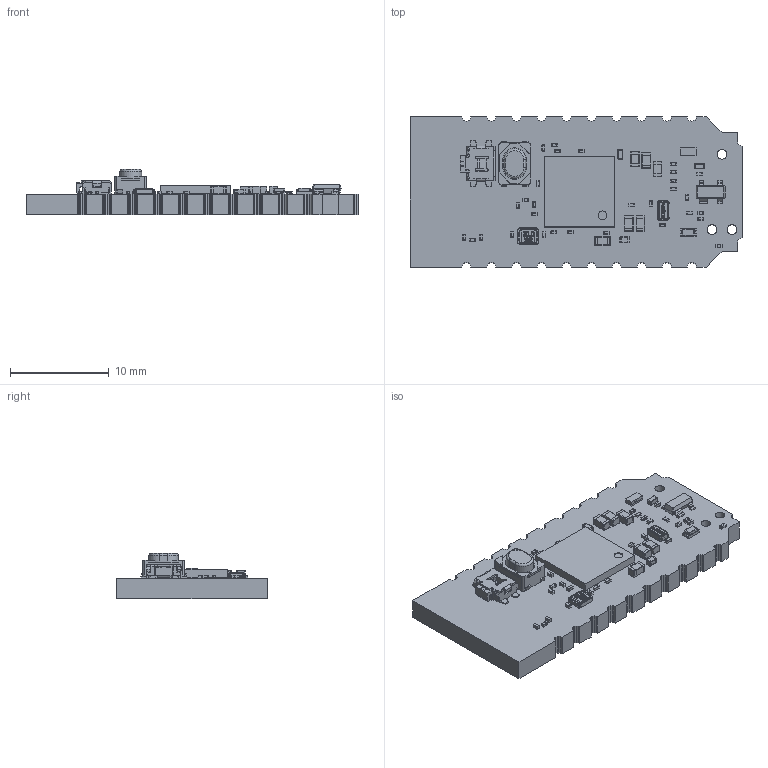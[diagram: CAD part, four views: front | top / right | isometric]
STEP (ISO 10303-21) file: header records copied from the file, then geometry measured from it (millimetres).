
FILE_DESCRIPTION(/* description */ (''),/* implementation_level */ '2;1');
FILE_NAME(/* name */ 'nrf_dongle_cutted.step',/* time_stamp */ '2021-02-23T21:10:28+01:00',/* author */ (''),/* organization */ (''),/* preprocessor_version */ 'ST-DEVELOPER v18.1',/* originating_system */ 'Autodesk Translation Framework v9.7.1.1290',/* authorisation */ '');
FILE_SCHEMA (('AUTOMOTIVE_DESIGN { 1 0 10303 214 3 1 1 }'));
Products named in the file (87): 400250; Board; Open CASCADE STEP translator 6.8 1.1.1; Open CASCADE STEP translator 6.8 1.1.1.1; R7; R5; SW2; User_Library-EVQP7-JA-01P; SW1; Y97LT25BADBFP_-PTS810_SJ_250_SMTR; U1; 6332172624; Open_CASCADE_STEP_translator_6.8_9.1; Body; Open_CASCADE_STEP_translator_6.8_9.2.1; pinShape; C16; R6; R4; LD2; 6405961616; Extruded; 6405961296; Extruded (1); 6405960976; Extruded (2); 6405960576; Extruded (3); 6405960256; Extruded (4); C21; C23; C24; C22; D1; User_Library-sot143; FB1; FB2; LD1; User_Library-led_0603_green ...
Assembly tree (301 placements, depth 5):
  400250
    Board
      Open CASCADE STEP translator 6.8 1.1.1
        Open CASCADE STEP translator 6.8 1.1.1.1
    R7
      User_Library-res0201-1
    R5
      User_Library-res0201-1
    SW2
      User_Library-EVQP7-JA-01P
    SW1
      Y97LT25BADBFP_-PTS810_SJ_250_SMTR
    U1
      6332172624
        Open_CASCADE_STEP_translator_6.8_9.1
        Body
          Open_CASCADE_STEP_translator_6.8_9.2.1
        pinShape  x184
    C16
      User_Library-0201(0603M)_Cap
    R6
      User_Library-res0201-1
    R4
      User_Library-res0201-1
    LD2
      6405961616
        Extruded
      6405961296
        Extruded (1)
      6405960976
        Extruded (2)
      6405960576
        Extruded (3)
      6405960256
        Extruded (4)
    C21
      User_Library-0201(0603M)_Cap
    C23
      User_Library-0402(1005M)_Cap
    C24
      User_Library-0201(0603M)_Cap
    C22
      User_Library-0201(0603M)_Cap
    D1
      User_Library-sot143
    FB1
      User_Library-smt_inductor-0201
    FB2
      User_Library-smt_inductor-0201
    LD1
      User_Library-led_0603_green
    R3
      User_Library-res0201-1
    L4
      User_Library-Chip_Inductor
    C13
      User_Library-0201(0603M)_Cap
    C12
      User_Library-0201(0603M)_Cap
    C20
Bounding box: 33.66 x 15.24 x 4.57 mm (x, y, z)
Volume: 1105.6 mm3; surface area: 1698.4 mm2
Topology: 288 solids, 290 shells, 5249 faces, 12671 edges, 7887 vertices
Faces by surface type: plane 2796, bspline 1222, cylinder 959, sphere 250, torus 22
Full cylindrical faces by diameter (mm): 0.02 x5, 0.133 x1, 0.25 x184, 0.8 x1, 0.887 x1, 0.991 x3
Entity records: 69889 total; most frequent: CARTESIAN_POINT 20029, ORIENTED_EDGE 9999, DIRECTION 8842, EDGE_CURVE 5034, LINE 3722, VECTOR 3722, VERTEX_POINT 3209, AXIS2_PLACEMENT_3D 2560
